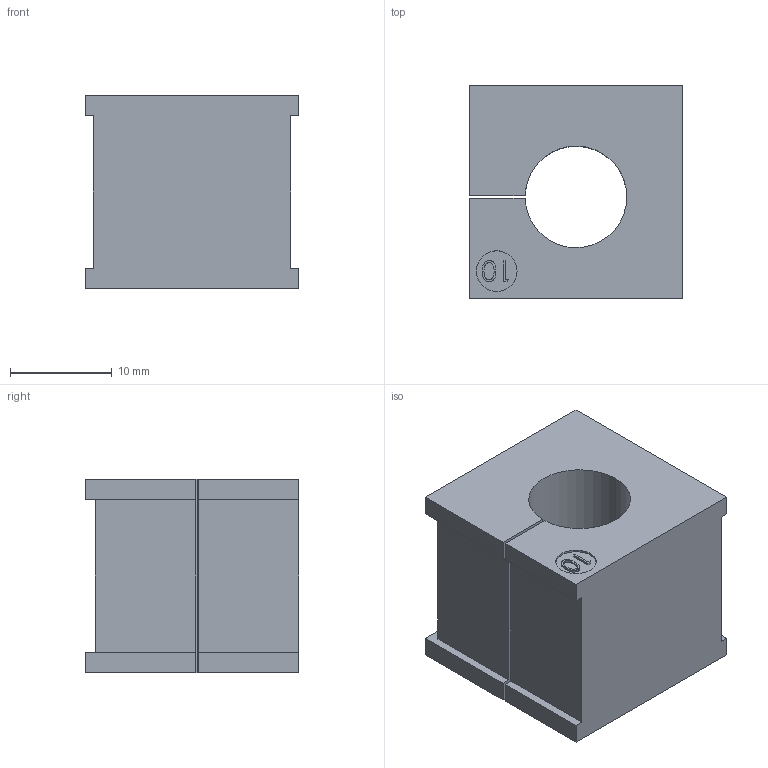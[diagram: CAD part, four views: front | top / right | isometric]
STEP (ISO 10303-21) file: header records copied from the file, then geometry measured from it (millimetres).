
FILE_DESCRIPTION(('STEP AP242'),'1');
FILE_NAME('41210.stp','2020-06-03T11:43:52',('TraceParts'),('TraceParts S.A.'),'Spatial InterOp 3D',' ',' ');
FILE_SCHEMA(('AP242_MANAGED_MODEL_BASED_3D_ENGINEERING_MIM_LF {1 0 10303 442 1 1 4}'));
Length unit declared in the file: millimetre
Products named in the file (1): 41210
Bounding box: 21 x 21 x 19 mm (x, y, z)
Volume: 6053.8 mm3; surface area: 3126.7 mm2
Topology: 1 solids, 1 shells, 47 faces, 120 edges, 80 vertices
Faces by surface type: plane 32, bspline 9, cylinder 6
Entity records: 2143 total; most frequent: CARTESIAN_POINT 1033, ORIENTED_EDGE 240, DIRECTION 192, EDGE_CURVE 120, LINE 90, VECTOR 90, VERTEX_POINT 80, EDGE_LOOP 52
